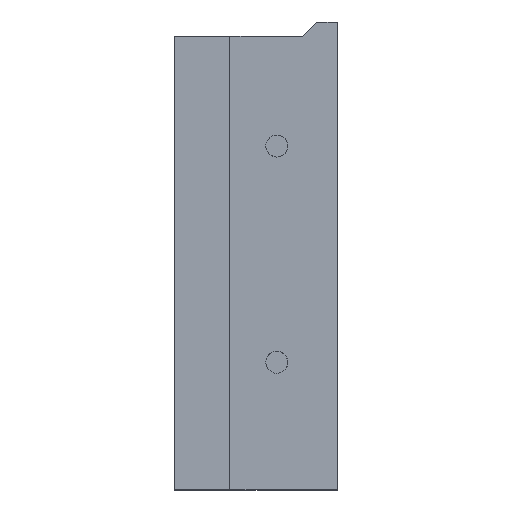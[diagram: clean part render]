
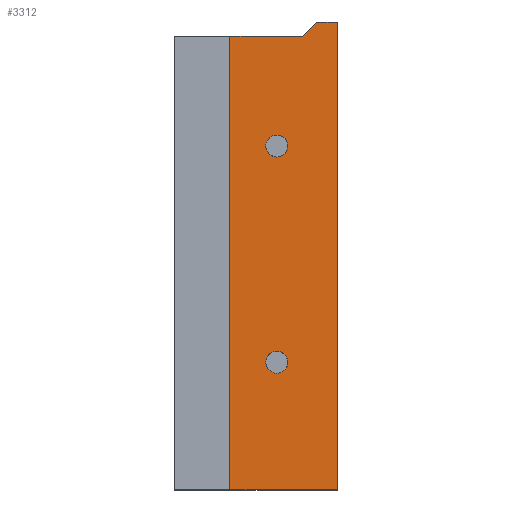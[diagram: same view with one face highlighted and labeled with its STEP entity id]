
A CAD part, front view. The second image highlights one B-rep face of the part: STEP entity #3312.
In plain terms, the highlighted free-form (B-spline) face has degree [1, 1] with [2, 3] control points.
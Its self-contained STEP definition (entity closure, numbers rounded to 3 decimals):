
#2120=CARTESIAN_POINT('',(267.552,42.732,570.05));
#2121=VERTEX_POINT('',#2120);
#2122=CARTESIAN_POINT('',(267.552,42.732,470.05));
#2123=VERTEX_POINT('',#2122);
#2124=CARTESIAN_POINT('',(267.552,42.732,570.05));
#2125=CARTESIAN_POINT('',(267.552,42.732,536.716));
#2126=CARTESIAN_POINT('',(267.552,42.732,503.383));
#2127=CARTESIAN_POINT('',(267.552,42.732,470.05));
#2128=B_SPLINE_CURVE_WITH_KNOTS('',3,(#2124,#2125,#2126,#2127),.UNSPECIFIED.,.F.,.F.,(4,4),(0.126,0.226),.UNSPECIFIED.);
#2129=EDGE_CURVE('',#2121,#2123,#2128,.T.);
#2567=CARTESIAN_POINT('',(260.073,42.732,567.05));
#2568=VERTEX_POINT('',#2567);
#2584=CARTESIAN_POINT('',(244.573,42.732,567.05));
#2585=VERTEX_POINT('',#2584);
#2592=CARTESIAN_POINT('',(244.573,42.732,567.05));
#2593=CARTESIAN_POINT('',(249.74,42.732,567.05));
#2594=CARTESIAN_POINT('',(254.906,42.732,567.05));
#2595=CARTESIAN_POINT('',(260.073,42.732,567.05));
#2596=B_SPLINE_CURVE_WITH_KNOTS('',3,(#2592,#2593,#2594,#2595),.UNSPECIFIED.,.F.,.F.,(4,4),(0.087,0.103),.UNSPECIFIED.);
#2597=EDGE_CURVE('',#2585,#2568,#2596,.T.);
#2648=CARTESIAN_POINT('',(244.573,42.732,470.05));
#2649=VERTEX_POINT('',#2648);
#2650=CARTESIAN_POINT('',(244.573,42.732,470.05));
#2651=CARTESIAN_POINT('',(252.233,42.732,470.05));
#2652=CARTESIAN_POINT('',(259.893,42.732,470.05));
#2653=CARTESIAN_POINT('',(267.552,42.732,470.05));
#2654=B_SPLINE_CURVE_WITH_KNOTS('',3,(#2650,#2651,#2652,#2653),.UNSPECIFIED.,.F.,.F.,(4,4),(0.005,0.028),.UNSPECIFIED.);
#2655=EDGE_CURVE('',#2649,#2123,#2654,.T.);
#2878=CARTESIAN_POINT('',(244.573,42.732,567.05));
#2879=CARTESIAN_POINT('',(244.573,42.732,534.716));
#2880=CARTESIAN_POINT('',(244.573,42.732,502.383));
#2881=CARTESIAN_POINT('',(244.573,42.732,470.05));
#2882=B_SPLINE_CURVE_WITH_KNOTS('',3,(#2878,#2879,#2880,#2881),.UNSPECIFIED.,.F.,.F.,(4,4),(0.4,0.497),.UNSPECIFIED.);
#2883=EDGE_CURVE('',#2585,#2649,#2882,.T.);
#3216=CARTESIAN_POINT('',(263.073,42.732,570.05));
#3217=VERTEX_POINT('',#3216);
#3224=CARTESIAN_POINT('',(263.073,42.732,570.05));
#3225=CARTESIAN_POINT('',(264.566,42.732,570.05));
#3226=CARTESIAN_POINT('',(266.059,42.732,570.05));
#3227=CARTESIAN_POINT('',(267.552,42.732,570.05));
#3228=B_SPLINE_CURVE_WITH_KNOTS('',3,(#3224,#3225,#3226,#3227),.UNSPECIFIED.,.F.,.F.,(4,4),(0.03,0.034),.UNSPECIFIED.);
#3229=EDGE_CURVE('',#3217,#2121,#3228,.T.);
#3247=CARTESIAN_POINT('',(260.073,42.732,567.05));
#3248=CARTESIAN_POINT('',(261.073,42.732,568.05));
#3249=CARTESIAN_POINT('',(262.073,42.732,569.05));
#3250=CARTESIAN_POINT('',(263.073,42.732,570.05));
#3251=B_SPLINE_CURVE_WITH_KNOTS('',3,(#3247,#3248,#3249,#3250),.UNSPECIFIED.,.F.,.F.,(4,4),(0.,0.004),.UNSPECIFIED.);
#3252=EDGE_CURVE('',#2568,#3217,#3251,.T.);
#3257=CARTESIAN_POINT('',(267.853,42.732,570.05));
#3258=CARTESIAN_POINT('',(267.573,42.732,570.05));
#3259=CARTESIAN_POINT('',(239.57,42.732,570.05));
#3260=CARTESIAN_POINT('',(267.853,42.732,470.05));
#3261=CARTESIAN_POINT('',(267.573,42.732,470.05));
#3262=CARTESIAN_POINT('',(239.57,42.732,470.05));
#3263=B_SPLINE_SURFACE_WITH_KNOTS('',1,1,((#3257,#3258,#3259),(#3260,#3261,#3262)),.UNSPECIFIED.,.F.,.F.,.U.,(2,2),(2,1,2),(0.,1.),(-0.01,0.,1.),.UNSPECIFIED.);
#3264=CARTESIAN_POINT('',(252.527,42.732,544.706));
#3265=VERTEX_POINT('',#3264);
#3266=CARTESIAN_POINT('',(254.573,42.732,541.2));
#3267=VERTEX_POINT('',#3266);
#3268=CARTESIAN_POINT('',(254.573,42.732,543.55));
#3269=DIRECTION('',(0.,1.,0.));
#3270=DIRECTION('',(-0.871,-0.,0.492));
#3271=AXIS2_PLACEMENT_3D('',#3268,#3269,#3270);
#3272=CIRCLE('',#3271,2.35);
#3273=EDGE_CURVE('',#3265,#3267,#3272,.T.);
#3274=ORIENTED_EDGE('',*,*,#3273,.T.);
#3275=CARTESIAN_POINT('',(254.573,42.732,543.55));
#3276=DIRECTION('',(0.,1.,0.));
#3277=DIRECTION('',(-0.871,-0.,0.492));
#3278=AXIS2_PLACEMENT_3D('',#3275,#3276,#3277);
#3279=CIRCLE('',#3278,2.35);
#3280=EDGE_CURVE('',#3267,#3265,#3279,.T.);
#3281=ORIENTED_EDGE('',*,*,#3280,.T.);
#3282=EDGE_LOOP('',(#3274,#3281));
#3283=FACE_BOUND('',#3282,.T.);
#3284=CARTESIAN_POINT('',(252.397,42.732,498.237));
#3285=VERTEX_POINT('',#3284);
#3286=CARTESIAN_POINT('',(254.573,42.732,495.));
#3287=VERTEX_POINT('',#3286);
#3288=CARTESIAN_POINT('',(254.573,42.732,497.35));
#3289=DIRECTION('',(0.,1.,0.));
#3290=DIRECTION('',(-0.926,-0.,0.378));
#3291=AXIS2_PLACEMENT_3D('',#3288,#3289,#3290);
#3292=CIRCLE('',#3291,2.35);
#3293=EDGE_CURVE('',#3285,#3287,#3292,.T.);
#3294=ORIENTED_EDGE('',*,*,#3293,.T.);
#3295=CARTESIAN_POINT('',(254.573,42.732,497.35));
#3296=DIRECTION('',(0.,1.,0.));
#3297=DIRECTION('',(-0.926,-0.,0.378));
#3298=AXIS2_PLACEMENT_3D('',#3295,#3296,#3297);
#3299=CIRCLE('',#3298,2.35);
#3300=EDGE_CURVE('',#3287,#3285,#3299,.T.);
#3301=ORIENTED_EDGE('',*,*,#3300,.T.);
#3302=EDGE_LOOP('',(#3294,#3301));
#3303=FACE_BOUND('',#3302,.T.);
#3304=ORIENTED_EDGE('',*,*,#2597,.F.);
#3305=ORIENTED_EDGE('',*,*,#2883,.T.);
#3306=ORIENTED_EDGE('',*,*,#2655,.T.);
#3307=ORIENTED_EDGE('',*,*,#2129,.F.);
#3308=ORIENTED_EDGE('',*,*,#3229,.F.);
#3309=ORIENTED_EDGE('',*,*,#3252,.F.);
#3310=EDGE_LOOP('',(#3304,#3305,#3306,#3307,#3308,#3309));
#3311=FACE_BOUND('',#3310,.T.);
#3312=ADVANCED_FACE('',(#3283,#3303,#3311),#3263,.F.);
